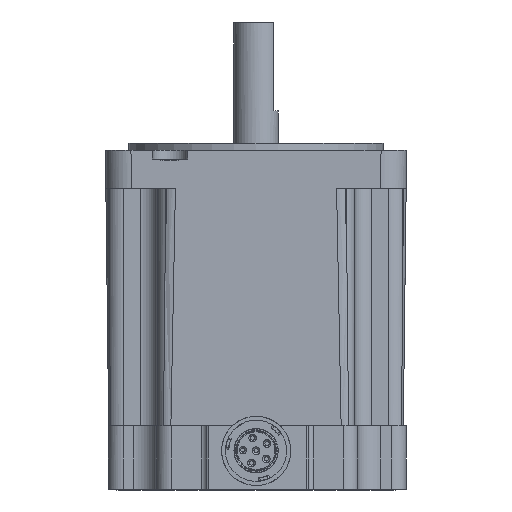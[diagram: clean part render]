
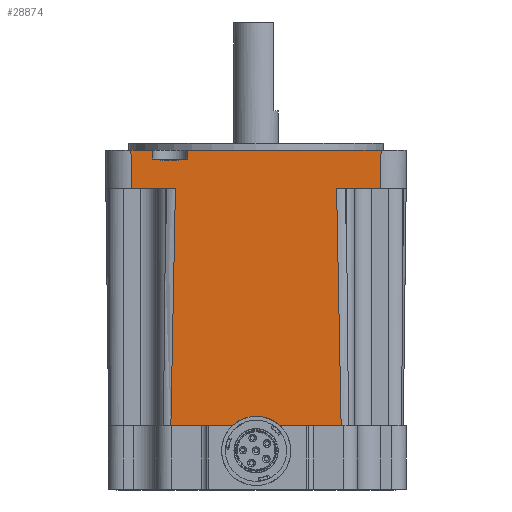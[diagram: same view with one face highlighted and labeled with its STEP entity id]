
A CAD part, front view. The second image highlights one B-rep face of the part: STEP entity #28874.
In plain terms, the highlighted planar face has unit normal (0, -1, -0.012).
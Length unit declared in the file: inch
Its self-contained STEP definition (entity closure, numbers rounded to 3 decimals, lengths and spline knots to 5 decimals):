
#159 = LINE ( 'NONE', #16884, #16057 ) ;
#553 = DIRECTION ( 'NONE',  ( 0., -0.012, 1. ) ) ;
#924 = CARTESIAN_POINT ( 'NONE',  ( 0.42326, 0.27347, 5.04941 ) ) ;
#929 = CARTESIAN_POINT ( 'NONE',  ( 0.81696, 0.27227, 5.14941 ) ) ;
#968 = CARTESIAN_POINT ( 'NONE',  ( 2.49261, 0.27743, 4.71941 ) ) ;
#1532 = VECTOR ( 'NONE', #30523, 39.37008 ) ;
#1718 = CARTESIAN_POINT ( 'NONE',  ( -0.1061, 0.30946, 2.05006 ) ) ;
#1763 = EDGE_CURVE ( 'NONE', #32752, #46978, #54336, .T. ) ;
#1772 = DIRECTION ( 'NONE',  ( -1., 0., 0. ) ) ;
#2705 = LINE ( 'NONE', #14404, #30603 ) ;
#3147 = ORIENTED_EDGE ( 'NONE', *, *, #17370, .F. ) ;
#3725 = CARTESIAN_POINT ( 'NONE',  ( 0.81696, 0.27227, 5.14941 ) ) ;
#3780 = EDGE_CURVE ( 'NONE', #32752, #50825, #4804, .T. ) ;
#3826 = CARTESIAN_POINT ( 'NONE',  ( 0.42326, 0.27227, 5.14941 ) ) ;
#4595 = ORIENTED_EDGE ( 'NONE', *, *, #12005, .F. ) ;
#4804 = LINE ( 'NONE', #1718, #45872 ) ;
#5061 = DIRECTION ( 'NONE',  ( -1., 0., 0. ) ) ;
#5869 = ORIENTED_EDGE ( 'NONE', *, *, #32362, .F. ) ;
#6024 = VECTOR ( 'NONE', #17898, 39.37008 ) ;
#6334 = LINE ( 'NONE', #33495, #12302 ) ;
#6833 = CARTESIAN_POINT ( 'NONE',  ( 2.98708, 0.27743, 4.71941 ) ) ;
#8911 = ORIENTED_EDGE ( 'NONE', *, *, #51602, .T. ) ;
#10692 = CARTESIAN_POINT ( 'NONE',  ( -0.1061, 0.27227, 5.14941 ) ) ;
#10867 = CARTESIAN_POINT ( 'NONE',  ( 0.62997, 0.30946, 2.05006 ) ) ;
#11242 = PLANE ( 'NONE',  #22611 ) ;
#12005 = EDGE_CURVE ( 'NONE', #31868, #36522, #12111, .T. ) ;
#12111 = LINE ( 'NONE', #3725, #30648 ) ;
#12229 = VERTEX_POINT ( 'NONE', #3826 ) ;
#12302 = VECTOR ( 'NONE', #45519, 39.37008 ) ;
#12355 = EDGE_CURVE ( 'NONE', #49582, #18944, #53686, .T. ) ;
#13896 = CARTESIAN_POINT ( 'NONE',  ( 0.62997, 0.30946, 2.05006 ) ) ;
#14404 = CARTESIAN_POINT ( 'NONE',  ( -0.1061, 0.27743, 4.71941 ) ) ;
#15601 = VERTEX_POINT ( 'NONE', #924 ) ;
#15687 = VECTOR ( 'NONE', #28789, 39.37008 ) ;
#16057 = VECTOR ( 'NONE', #34303, 39.37008 ) ;
#16884 = CARTESIAN_POINT ( 'NONE',  ( 3.27972, 0.27227, 5.14941 ) ) ;
#17135 =( BOUNDED_CURVE ( )  B_SPLINE_CURVE ( 3, ( #51105, #43035, #21996, #13896 ),
 .UNSPECIFIED., .F., .T. ) 
 B_SPLINE_CURVE_WITH_KNOTS ( ( 4, 4 ),
 ( 3.68477, 3.71916 ),
 .UNSPECIFIED. ) 
 CURVE ( )  GEOMETRIC_REPRESENTATION_ITEM ( )  RATIONAL_B_SPLINE_CURVE ( ( 1., 1., 1., 1. ) ) 
 REPRESENTATION_ITEM ( '' )  );
#17370 = EDGE_CURVE ( 'NONE', #36522, #30868, #159, .T. ) ;
#17898 = DIRECTION ( 'NONE',  ( 0.012, 0.012, -1. ) ) ;
#17918 = CARTESIAN_POINT ( 'NONE',  ( 0.42326, 0.27371, 5.02911 ) ) ;
#18944 = VERTEX_POINT ( 'NONE', #32893 ) ;
#19732 = DIRECTION ( 'NONE',  ( 0., 0.012, -1. ) ) ;
#20078 = CARTESIAN_POINT ( 'NONE',  ( -0.1061, 0.27227, 5.14941 ) ) ;
#20756 = LINE ( 'NONE', #17918, #1532 ) ;
#21137 = FACE_OUTER_BOUND ( 'NONE', #50453, .T. ) ;
#21647 = CARTESIAN_POINT ( 'NONE',  ( 0.18138, 0.27227, 5.14941 ) ) ;
#21996 = CARTESIAN_POINT ( 'NONE',  ( 0.6468, 0.29849, 2.96419 ) ) ;
#22164 = ORIENTED_EDGE ( 'NONE', *, *, #50574, .T. ) ;
#22611 = AXIS2_PLACEMENT_3D ( 'NONE', #10692, #23934, #19732 ) ;
#23613 = VERTEX_POINT ( 'NONE', #31534 ) ;
#23934 = DIRECTION ( 'NONE',  ( 0., -1., -0.012 ) ) ;
#26971 = CARTESIAN_POINT ( 'NONE',  ( 2.50981, 0.28781, 3.85406 ) ) ;
#28397 = CARTESIAN_POINT ( 'NONE',  ( 2.9918, 0.27272, 5.11224 ) ) ;
#28780 = EDGE_CURVE ( 'NONE', #49582, #12229, #54285, .T. ) ;
#28789 = DIRECTION ( 'NONE',  ( 0.012, -0.012, 1. ) ) ;
#28874 = ADVANCED_FACE ( 'NONE', ( #21137 ), #11242, .T. ) ;
#30523 = DIRECTION ( 'NONE',  ( 0., -0.012, 1. ) ) ;
#30603 = VECTOR ( 'NONE', #1772, 39.37008 ) ;
#30648 = VECTOR ( 'NONE', #553, 39.37008 ) ;
#30719 = CARTESIAN_POINT ( 'NONE',  ( 2.49261, 0.27743, 4.71941 ) ) ;
#30868 = VERTEX_POINT ( 'NONE', #32399 ) ;
#30909 = CARTESIAN_POINT ( 'NONE',  ( 2.52682, 0.29849, 2.96419 ) ) ;
#31022 = CARTESIAN_POINT ( 'NONE',  ( 0.81696, 0.27347, 5.04941 ) ) ;
#31534 = CARTESIAN_POINT ( 'NONE',  ( 0.68102, 0.27743, 4.71941 ) ) ;
#31549 = EDGE_CURVE ( 'NONE', #15601, #31868, #6334, .T. ) ;
#31868 = VERTEX_POINT ( 'NONE', #31022 ) ;
#32362 = EDGE_CURVE ( 'NONE', #23613, #18944, #33318, .T. ) ;
#32399 = CARTESIAN_POINT ( 'NONE',  ( 2.99224, 0.27227, 5.14941 ) ) ;
#32600 = EDGE_CURVE ( 'NONE', #43110, #46978, #2705, .T. ) ;
#32752 = VERTEX_POINT ( 'NONE', #52686 ) ;
#32893 = CARTESIAN_POINT ( 'NONE',  ( 0.18654, 0.27743, 4.71941 ) ) ;
#33318 = LINE ( 'NONE', #42689, #53757 ) ;
#33495 = CARTESIAN_POINT ( 'NONE',  ( 1.58681, 0.27347, 5.04941 ) ) ;
#34287 = LINE ( 'NONE', #28397, #15687 ) ;
#34303 = DIRECTION ( 'NONE',  ( 1., 0., 0. ) ) ;
#36405 = ORIENTED_EDGE ( 'NONE', *, *, #1763, .T. ) ;
#36522 = VERTEX_POINT ( 'NONE', #929 ) ;
#36830 = ORIENTED_EDGE ( 'NONE', *, *, #3780, .F. ) ;
#37889 = DIRECTION ( 'NONE',  ( 1., 0., 0. ) ) ;
#38233 = EDGE_CURVE ( 'NONE', #43110, #30868, #34287, .T. ) ;
#39709 = DIRECTION ( 'NONE',  ( -1., 0., 0. ) ) ;
#39876 = ORIENTED_EDGE ( 'NONE', *, *, #28780, .F. ) ;
#42689 = CARTESIAN_POINT ( 'NONE',  ( -0.1061, 0.27743, 4.71941 ) ) ;
#42792 = CARTESIAN_POINT ( 'NONE',  ( 0.18134, 0.27223, 5.15286 ) ) ;
#43035 = CARTESIAN_POINT ( 'NONE',  ( 0.66382, 0.28781, 3.85406 ) ) ;
#43110 = VERTEX_POINT ( 'NONE', #6833 ) ;
#43118 = VECTOR ( 'NONE', #37889, 39.37008 ) ;
#44322 = ORIENTED_EDGE ( 'NONE', *, *, #12355, .T. ) ;
#45519 = DIRECTION ( 'NONE',  ( 1., 0., 0. ) ) ;
#45872 = VECTOR ( 'NONE', #39709, 39.37008 ) ;
#46978 = VERTEX_POINT ( 'NONE', #968 ) ;
#47974 = ORIENTED_EDGE ( 'NONE', *, *, #38233, .T. ) ;
#49582 = VERTEX_POINT ( 'NONE', #21647 ) ;
#50055 = ORIENTED_EDGE ( 'NONE', *, *, #31549, .F. ) ;
#50453 = EDGE_LOOP ( 'NONE', ( #54758, #47974, #3147, #4595, #50055, #22164, #39876, #44322, #5869, #8911, #36830, #36405 ) ) ;
#50574 = EDGE_CURVE ( 'NONE', #15601, #12229, #20756, .T. ) ;
#50825 = VERTEX_POINT ( 'NONE', #10867 ) ;
#51105 = CARTESIAN_POINT ( 'NONE',  ( 0.68102, 0.27743, 4.71941 ) ) ;
#51602 = EDGE_CURVE ( 'NONE', #23613, #50825, #17135, .T. ) ;
#52319 = CARTESIAN_POINT ( 'NONE',  ( 2.54366, 0.30946, 2.05006 ) ) ;
#52686 = CARTESIAN_POINT ( 'NONE',  ( 2.54366, 0.30946, 2.05006 ) ) ;
#53686 = LINE ( 'NONE', #42792, #6024 ) ;
#53757 = VECTOR ( 'NONE', #5061, 39.37008 ) ;
#54285 = LINE ( 'NONE', #20078, #43118 ) ;
#54336 =( BOUNDED_CURVE ( )  B_SPLINE_CURVE ( 3, ( #52319, #30909, #26971, #30719 ),
 .UNSPECIFIED., .F., .T. ) 
 B_SPLINE_CURVE_WITH_KNOTS ( ( 4, 4 ),
 ( 2.56402, 2.59841 ),
 .UNSPECIFIED. ) 
 CURVE ( )  GEOMETRIC_REPRESENTATION_ITEM ( )  RATIONAL_B_SPLINE_CURVE ( ( 1., 1., 1., 1. ) ) 
 REPRESENTATION_ITEM ( '' )  );
#54758 = ORIENTED_EDGE ( 'NONE', *, *, #32600, .F. ) ;
